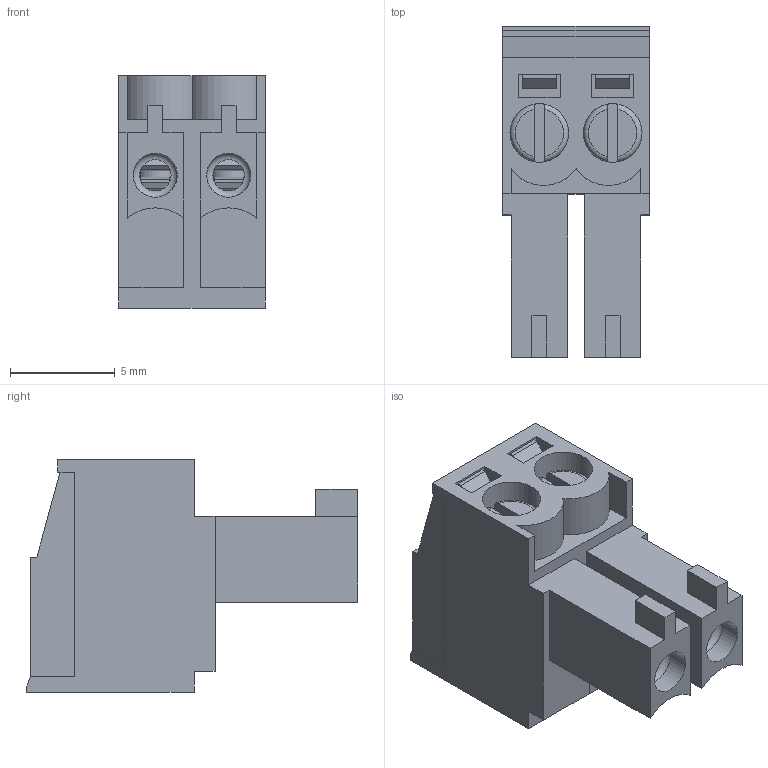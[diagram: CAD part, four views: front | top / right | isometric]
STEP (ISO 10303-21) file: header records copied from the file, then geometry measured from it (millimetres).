
FILE_DESCRIPTION(/* description */ (''),/* implementation_level */ '2;1');
FILE_NAME(/* name */ '',/* time_stamp */ '2023-02-04T18:52:13+03:00',/* author */ (''),/* organization */ (''),/* preprocessor_version */ 'ST-DEVELOPER v19.2',/* originating_system */ 'Autodesk Translation Framework v11.17.0.187',/* authorisation */ '');
FILE_SCHEMA (('AUTOMOTIVE_DESIGN { 1 0 10303 214 3 1 1 }'));
Length unit declared in the file: millimetre
Products named in the file (6): 3.5 2'li Dişi Yatay Geçmeli Klemens; 691364100002_M; 6913611000xx_CAGE; 6913611000xx_VIS; 6913611000xx_PIN; 691364100002
Assembly tree (8 placements, depth 2):
  3.5 2'li Dişi Yatay Geçmeli Klemens
    691364100002_M
    6913611000xx_CAGE  x2
    6913611000xx_VIS  x2
    6913611000xx_PIN  x2
    691364100002
Bounding box: 7 x 15.8 x 11.1 mm (x, y, z)
Volume: 520.5 mm3; surface area: 1867.4 mm2
Topology: 8 solids, 8 shells, 310 faces, 836 edges, 550 vertices
Faces by surface type: plane 246, cylinder 54, torus 8, cone 2
Full cylindrical faces by diameter (mm): 1.5 x2, 1.9 x6, 2.1 x2, 2.8 x4
Entity records: 7833 total; most frequent: CARTESIAN_POINT 1340, ORIENTED_EDGE 1272, DIRECTION 1216, EDGE_CURVE 636, LINE 546, VECTOR 546, VERTEX_POINT 419, AXIS2_PLACEMENT_3D 335
